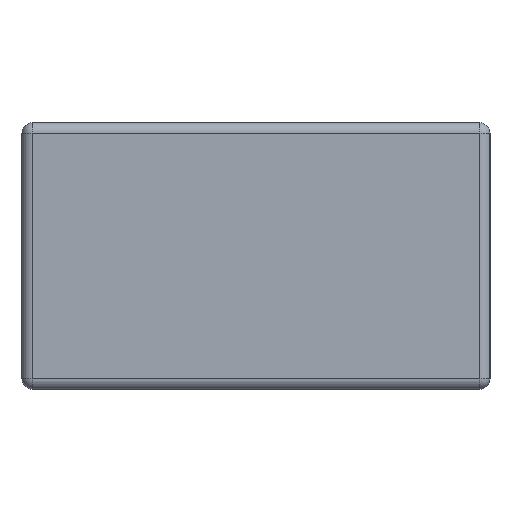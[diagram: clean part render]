
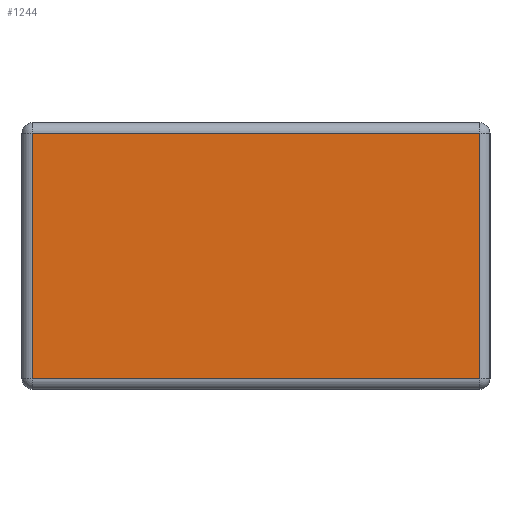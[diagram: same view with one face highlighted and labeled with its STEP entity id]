
A CAD part, left-side view. The second image highlights one B-rep face of the part: STEP entity #1244.
In plain terms, the highlighted planar face has unit normal (-1, 0, 0).
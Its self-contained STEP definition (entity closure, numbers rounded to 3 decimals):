
#9 = CARTESIAN_POINT ( 'NONE',  ( -19.05, 10.65, 6.35 ) ) ;
#18 = EDGE_CURVE ( 'NONE', #831, #316, #769, .T. ) ;
#181 = CARTESIAN_POINT ( 'NONE',  ( -19.05, -10.65, 6.35 ) ) ;
#210 = CARTESIAN_POINT ( 'NONE',  ( -19.05, -11.15, 6.35 ) ) ;
#211 = LINE ( 'NONE', #9, #1194 ) ;
#216 = FACE_OUTER_BOUND ( 'NONE', #634, .T. ) ;
#225 = VECTOR ( 'NONE', #267, 1000. ) ;
#239 = CARTESIAN_POINT ( 'NONE',  ( -19.05, -10.65, -5.85 ) ) ;
#264 = EDGE_CURVE ( 'NONE', #316, #1085, #211, .T. ) ;
#267 = DIRECTION ( 'NONE',  ( 0., -1., 0. ) ) ;
#273 = VERTEX_POINT ( 'NONE', #239 ) ;
#316 = VERTEX_POINT ( 'NONE', #346 ) ;
#346 = CARTESIAN_POINT ( 'NONE',  ( -19.05, 10.65, 5.85 ) ) ;
#401 = CARTESIAN_POINT ( 'NONE',  ( -19.05, 10.65, -5.85 ) ) ;
#438 = LINE ( 'NONE', #649, #225 ) ;
#551 = CARTESIAN_POINT ( 'NONE',  ( -19.05, -10.65, 5.85 ) ) ;
#557 = DIRECTION ( 'NONE',  ( 0., 1., 0. ) ) ;
#602 = DIRECTION ( 'NONE',  ( 1., 0., 0. ) ) ;
#634 = EDGE_LOOP ( 'NONE', ( #1216, #1000, #917, #719 ) ) ;
#649 = CARTESIAN_POINT ( 'NONE',  ( -19.05, -11.15, -5.85 ) ) ;
#660 = CARTESIAN_POINT ( 'NONE',  ( -19.05, -11.15, 5.85 ) ) ;
#671 = DIRECTION ( 'NONE',  ( 0., 0., 1. ) ) ;
#676 = VECTOR ( 'NONE', #671, 1000. ) ;
#719 = ORIENTED_EDGE ( 'NONE', *, *, #792, .T. ) ;
#769 = LINE ( 'NONE', #660, #1221 ) ;
#792 = EDGE_CURVE ( 'NONE', #1085, #273, #438, .T. ) ;
#812 = DIRECTION ( 'NONE',  ( 0., 0., -1. ) ) ;
#831 = VERTEX_POINT ( 'NONE', #551 ) ;
#873 = LINE ( 'NONE', #181, #676 ) ;
#886 = EDGE_CURVE ( 'NONE', #273, #831, #873, .T. ) ;
#899 = PLANE ( 'NONE',  #948 ) ;
#917 = ORIENTED_EDGE ( 'NONE', *, *, #264, .T. ) ;
#948 = AXIS2_PLACEMENT_3D ( 'NONE', #210, #602, #812 ) ;
#983 = DIRECTION ( 'NONE',  ( 0., 0., -1. ) ) ;
#1000 = ORIENTED_EDGE ( 'NONE', *, *, #18, .T. ) ;
#1085 = VERTEX_POINT ( 'NONE', #401 ) ;
#1194 = VECTOR ( 'NONE', #983, 1000. ) ;
#1216 = ORIENTED_EDGE ( 'NONE', *, *, #886, .T. ) ;
#1221 = VECTOR ( 'NONE', #557, 1000. ) ;
#1244 = ADVANCED_FACE ( 'NONE', ( #216 ), #899, .F. ) ;
